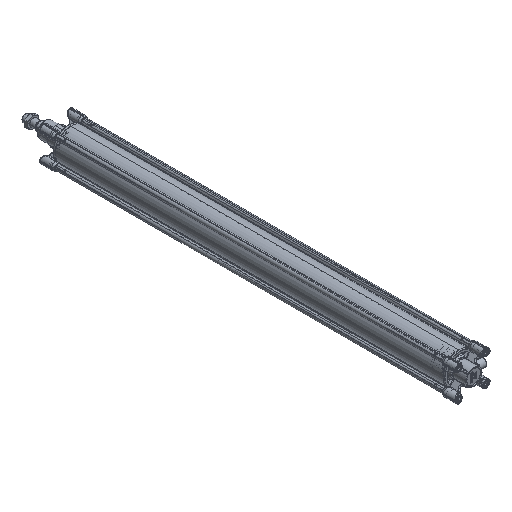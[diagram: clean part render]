
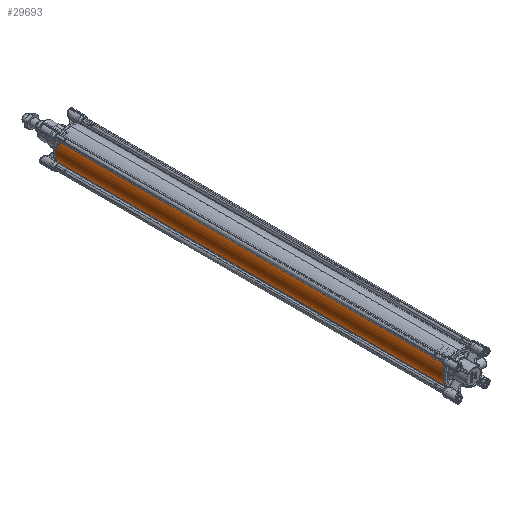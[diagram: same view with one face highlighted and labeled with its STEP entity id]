
A CAD part, isometric view. The second image highlights one B-rep face of the part: STEP entity #29693.
In plain terms, the highlighted cylindrical face has radius 42.5 mm (diameter 85 mm), a partial arc.
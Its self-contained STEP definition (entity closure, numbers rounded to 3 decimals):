
#652 = CARTESIAN_POINT ( 'NONE',  ( -34.081, 1038., 25.391 ) ) ;
#2211 = DIRECTION ( 'NONE',  ( 0., 0., -1. ) ) ;
#10568 = EDGE_CURVE ( 'NONE', #58755, #31617, #89624, .T. ) ;
#10903 = VECTOR ( 'NONE', #110617, 1000. ) ;
#18005 = CARTESIAN_POINT ( 'NONE',  ( -34.081, 38., 25.391 ) ) ;
#23702 = EDGE_CURVE ( 'NONE', #72446, #29224, #30909, .T. ) ;
#27143 = DIRECTION ( 'NONE',  ( 0., 1., 0. ) ) ;
#29209 = DIRECTION ( 'NONE',  ( 0., -1., 0. ) ) ;
#29224 = VERTEX_POINT ( 'NONE', #86591 ) ;
#29693 = ADVANCED_FACE ( 'NONE', ( #60414 ), #75072, .T. ) ;
#30909 = CIRCLE ( 'NONE', #73144, 42.5 ) ;
#31180 = EDGE_LOOP ( 'NONE', ( #38822, #42257, #75065, #46845 ) ) ;
#31617 = VERTEX_POINT ( 'NONE', #50262 ) ;
#34762 = CARTESIAN_POINT ( 'NONE',  ( 0., 38., 0. ) ) ;
#38822 = ORIENTED_EDGE ( 'NONE', *, *, #23702, .T. ) ;
#42257 = ORIENTED_EDGE ( 'NONE', *, *, #87545, .F. ) ;
#46845 = ORIENTED_EDGE ( 'NONE', *, *, #63489, .T. ) ;
#50262 = CARTESIAN_POINT ( 'NONE',  ( -34.081, 38., -25.391 ) ) ;
#56238 = CARTESIAN_POINT ( 'NONE',  ( 0., 1090., 0. ) ) ;
#58755 = VERTEX_POINT ( 'NONE', #18005 ) ;
#60414 = FACE_OUTER_BOUND ( 'NONE', #31180, .T. ) ;
#61820 = DIRECTION ( 'NONE',  ( 0., 0., -1. ) ) ;
#63489 = EDGE_CURVE ( 'NONE', #58755, #72446, #82937, .T. ) ;
#64652 = AXIS2_PLACEMENT_3D ( 'NONE', #34762, #87104, #61820 ) ;
#69958 = VECTOR ( 'NONE', #27143, 1000. ) ;
#72446 = VERTEX_POINT ( 'NONE', #106547 ) ;
#72833 = LINE ( 'NONE', #109503, #69958 ) ;
#73144 = AXIS2_PLACEMENT_3D ( 'NONE', #56238, #29209, #2211 ) ;
#75065 = ORIENTED_EDGE ( 'NONE', *, *, #10568, .F. ) ;
#75072 = CYLINDRICAL_SURFACE ( 'NONE', #115706, 42.5 ) ;
#78466 = DIRECTION ( 'NONE',  ( 0., 1., 0. ) ) ;
#82937 = LINE ( 'NONE', #652, #10903 ) ;
#86591 = CARTESIAN_POINT ( 'NONE',  ( -34.081, 1090., -25.391 ) ) ;
#87104 = DIRECTION ( 'NONE',  ( 0., -1., 0. ) ) ;
#87545 = EDGE_CURVE ( 'NONE', #31617, #29224, #72833, .T. ) ;
#89624 = CIRCLE ( 'NONE', #64652, 42.5 ) ;
#103892 = CARTESIAN_POINT ( 'NONE',  ( 0., 1038., 0. ) ) ;
#106547 = CARTESIAN_POINT ( 'NONE',  ( -34.081, 1090., 25.391 ) ) ;
#109503 = CARTESIAN_POINT ( 'NONE',  ( -34.081, 1038., -25.391 ) ) ;
#110617 = DIRECTION ( 'NONE',  ( 0., 1., 0. ) ) ;
#115151 = DIRECTION ( 'NONE',  ( 0., 0., 1. ) ) ;
#115706 = AXIS2_PLACEMENT_3D ( 'NONE', #103892, #78466, #115151 ) ;
